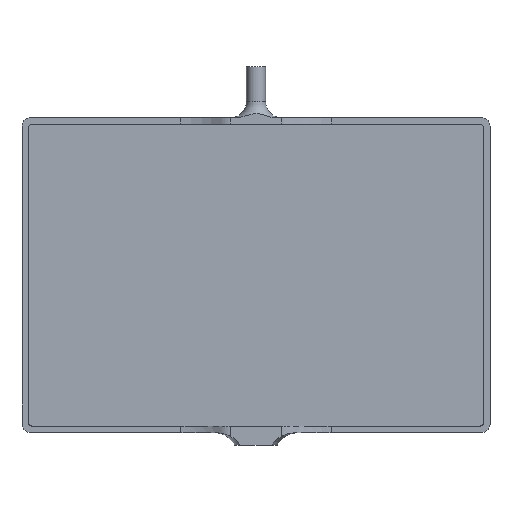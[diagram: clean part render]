
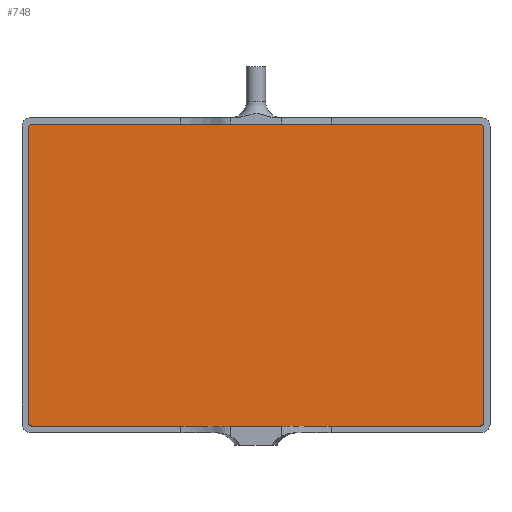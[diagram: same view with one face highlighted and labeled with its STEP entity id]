
A CAD part, top view. The second image highlights one B-rep face of the part: STEP entity #748.
In plain terms, the highlighted planar face has unit normal (0, 0, 1).
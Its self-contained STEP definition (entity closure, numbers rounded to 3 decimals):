
#52=LINE('',#1242,#110);
#55=LINE('',#1255,#113);
#59=LINE('',#1267,#117);
#64=LINE('',#1288,#122);
#110=VECTOR('',#911,10.);
#113=VECTOR('',#924,10.);
#117=VECTOR('',#936,10.);
#122=VECTOR('',#957,10.);
#166=PLANE('',#831);
#205=FACE_OUTER_BOUND('',#246,.T.);
#246=EDGE_LOOP('',(#696,#697,#698,#699,#700,#701,#702,#703));
#263=CIRCLE('',#775,1.);
#270=CIRCLE('',#784,1.);
#272=CIRCLE('',#788,1.);
#278=CIRCLE('',#796,1.);
#333=VERTEX_POINT('',#1217);
#334=VERTEX_POINT('',#1218);
#344=VERTEX_POINT('',#1240);
#346=VERTEX_POINT('',#1246);
#347=VERTEX_POINT('',#1247);
#350=VERTEX_POINT('',#1258);
#351=VERTEX_POINT('',#1259);
#360=VERTEX_POINT('',#1282);
#412=EDGE_CURVE('',#333,#334,#263,.T.);
#424=EDGE_CURVE('',#344,#334,#52,.T.);
#426=EDGE_CURVE('',#346,#347,#270,.T.);
#430=EDGE_CURVE('',#333,#347,#55,.T.);
#432=EDGE_CURVE('',#350,#351,#272,.T.);
#436=EDGE_CURVE('',#346,#351,#59,.T.);
#444=EDGE_CURVE('',#344,#360,#278,.T.);
#447=EDGE_CURVE('',#350,#360,#64,.T.);
#696=ORIENTED_EDGE('',*,*,#412,.T.);
#697=ORIENTED_EDGE('',*,*,#424,.F.);
#698=ORIENTED_EDGE('',*,*,#444,.T.);
#699=ORIENTED_EDGE('',*,*,#447,.F.);
#700=ORIENTED_EDGE('',*,*,#432,.T.);
#701=ORIENTED_EDGE('',*,*,#436,.F.);
#702=ORIENTED_EDGE('',*,*,#426,.T.);
#703=ORIENTED_EDGE('',*,*,#430,.F.);
#748=ADVANCED_FACE('',(#205),#166,.F.);
#775=AXIS2_PLACEMENT_3D('',#1219,#891,#892);
#784=AXIS2_PLACEMENT_3D('',#1248,#916,#917);
#788=AXIS2_PLACEMENT_3D('',#1260,#928,#929);
#796=AXIS2_PLACEMENT_3D('',#1283,#950,#951);
#831=AXIS2_PLACEMENT_3D('',#1363,#1050,#1051);
#891=DIRECTION('center_axis',(0.,0.,1.));
#892=DIRECTION('ref_axis',(-0.707,-0.707,0.));
#911=DIRECTION('',(-1.,0.,0.));
#916=DIRECTION('center_axis',(0.,0.,1.));
#917=DIRECTION('ref_axis',(-0.707,0.707,0.));
#924=DIRECTION('',(0.,1.,0.));
#928=DIRECTION('center_axis',(0.,0.,1.));
#929=DIRECTION('ref_axis',(0.707,0.707,0.));
#936=DIRECTION('',(1.,0.,0.));
#950=DIRECTION('center_axis',(0.,0.,1.));
#951=DIRECTION('ref_axis',(0.707,-0.707,0.));
#957=DIRECTION('',(0.,-1.,0.));
#1050=DIRECTION('center_axis',(0.,0.,-1.));
#1051=DIRECTION('ref_axis',(-1.,0.,0.));
#1217=CARTESIAN_POINT('',(-58.75,-31.5,30.));
#1218=CARTESIAN_POINT('',(-57.75,-32.5,30.));
#1219=CARTESIAN_POINT('Origin',(-57.75,-31.5,30.));
#1240=CARTESIAN_POINT('',(47.25,-32.5,30.));
#1242=CARTESIAN_POINT('',(-58.75,-32.5,30.));
#1246=CARTESIAN_POINT('',(-57.75,38.5,30.));
#1247=CARTESIAN_POINT('',(-58.75,37.5,30.));
#1248=CARTESIAN_POINT('Origin',(-57.75,37.5,30.));
#1255=CARTESIAN_POINT('',(-58.75,38.5,30.));
#1258=CARTESIAN_POINT('',(48.25,37.5,30.));
#1259=CARTESIAN_POINT('',(47.25,38.5,30.));
#1260=CARTESIAN_POINT('Origin',(47.25,37.5,30.));
#1267=CARTESIAN_POINT('',(48.25,38.5,30.));
#1282=CARTESIAN_POINT('',(48.25,-31.5,30.));
#1283=CARTESIAN_POINT('Origin',(47.25,-31.5,30.));
#1288=CARTESIAN_POINT('',(48.25,-32.5,30.));
#1363=CARTESIAN_POINT('Origin',(-5.25,3.,30.));
